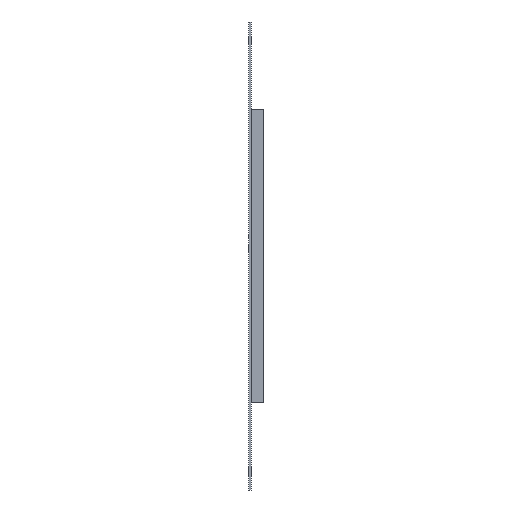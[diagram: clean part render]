
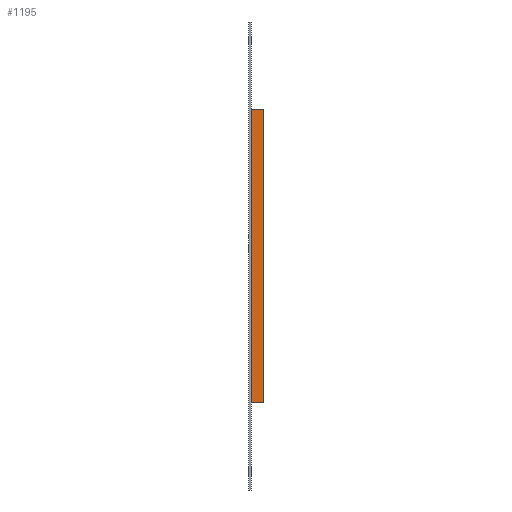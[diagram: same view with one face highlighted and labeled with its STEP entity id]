
A CAD part, front view. The second image highlights one B-rep face of the part: STEP entity #1195.
In plain terms, the highlighted planar face has unit normal (0, -1, 0).
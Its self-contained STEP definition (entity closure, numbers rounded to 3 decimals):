
#16 = VECTOR ( 'NONE', #715, 1000. ) ;
#29 = VECTOR ( 'NONE', #718, 1000. ) ;
#34 = LINE ( 'NONE', #729, #16 ) ;
#50 = LINE ( 'NONE', #756, #29 ) ;
#110 = VERTEX_POINT ( 'NONE', #892 ) ;
#124 = VERTEX_POINT ( 'NONE', #674 ) ;
#163 = VERTEX_POINT ( 'NONE', #544 ) ;
#195 = AXIS2_PLACEMENT_3D ( 'NONE', #1133, #1128, #1125 ) ;
#296 = CARTESIAN_POINT ( 'NONE',  ( 2., -937.5, 119. ) ) ;
#304 = DIRECTION ( 'NONE',  ( 0., 0., -1. ) ) ;
#340 = LINE ( 'NONE', #436, #349 ) ;
#349 = VECTOR ( 'NONE', #431, 1000. ) ;
#399 = VERTEX_POINT ( 'NONE', #504 ) ;
#401 = EDGE_CURVE ( 'NONE', #110, #163, #340, .T. ) ;
#431 = DIRECTION ( 'NONE',  ( -1., 0., 0. ) ) ;
#436 = CARTESIAN_POINT ( 'NONE',  ( 12., -937.5, -119. ) ) ;
#504 = CARTESIAN_POINT ( 'NONE',  ( 2., -937.5, 119. ) ) ;
#544 = CARTESIAN_POINT ( 'NONE',  ( 2., -937.5, -119. ) ) ;
#622 = EDGE_LOOP ( 'NONE', ( #906, #905, #903, #896 ) ) ;
#657 = EDGE_CURVE ( 'NONE', #124, #110, #50, .T. ) ;
#662 = EDGE_CURVE ( 'NONE', #124, #399, #34, .T. ) ;
#674 = CARTESIAN_POINT ( 'NONE',  ( 12., -937.5, 119. ) ) ;
#686 = VECTOR ( 'NONE', #304, 1000. ) ;
#715 = DIRECTION ( 'NONE',  ( -1., 0., 0. ) ) ;
#718 = DIRECTION ( 'NONE',  ( 0., 0., -1. ) ) ;
#729 = CARTESIAN_POINT ( 'NONE',  ( 12., -937.5, 119. ) ) ;
#756 = CARTESIAN_POINT ( 'NONE',  ( 12., -937.5, 119. ) ) ;
#775 = LINE ( 'NONE', #296, #686 ) ;
#819 = EDGE_CURVE ( 'NONE', #399, #163, #775, .T. ) ;
#892 = CARTESIAN_POINT ( 'NONE',  ( 12., -937.5, -119. ) ) ;
#896 = ORIENTED_EDGE ( 'NONE', *, *, #662, .T. ) ;
#903 = ORIENTED_EDGE ( 'NONE', *, *, #657, .F. ) ;
#905 = ORIENTED_EDGE ( 'NONE', *, *, #401, .F. ) ;
#906 = ORIENTED_EDGE ( 'NONE', *, *, #819, .T. ) ;
#1125 = DIRECTION ( 'NONE',  ( 0., 0., 1. ) ) ;
#1126 = FACE_OUTER_BOUND ( 'NONE', #622, .T. ) ;
#1128 = DIRECTION ( 'NONE',  ( 0., 1., 0. ) ) ;
#1131 = PLANE ( 'NONE',  #195 ) ;
#1133 = CARTESIAN_POINT ( 'NONE',  ( 12., -937.5, 119. ) ) ;
#1195 = ADVANCED_FACE ( 'NONE', ( #1126 ), #1131, .F. ) ;
